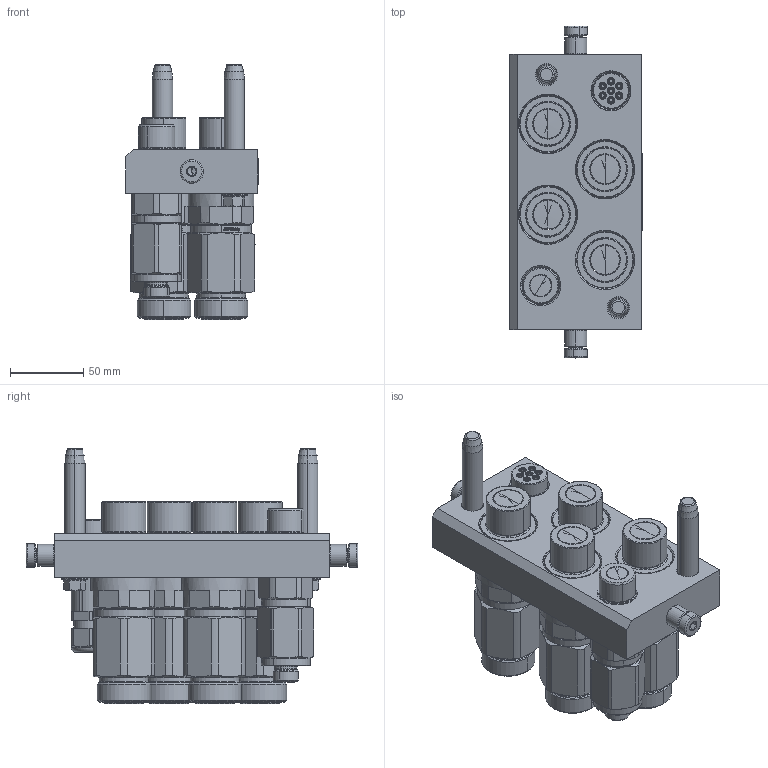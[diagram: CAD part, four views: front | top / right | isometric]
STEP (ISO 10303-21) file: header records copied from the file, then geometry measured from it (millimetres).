
FILE_DESCRIPTION (( 'STEP AP214' ), '1' );
FILE_NAME ('FASTER.step', '2022-06-08T13:31:21', ( '' ), ( '' ), 'SwSTEP 2.0', 'SolidWorks 2017', '' );
FILE_SCHEMA (( 'AUTOMOTIVE_DESIGN' ));
Length unit declared in the file: millimetre
Products named in the file (16): et002; 4830_021_1000_000.prt; 3ffnp3411_1sm; P6I_M_BASE; corspel08-7_m; 4830_044_0000_000; 4850_010_8000_000.prt; FASTER; 3ffnp3411_34sm; 3ffnp1211_38sm; 4830_013_3000_030; 1540_080_0008_000.prt; conn_7p_m; 4830_028_1000_011.prt
Assembly tree (24 placements, depth 3):
  FASTER
    P6I_M_BASE
      4850_010_8000_000.prt
      4830_021_1000_000.prt  x2
      4830_028_1000_011.prt  x2
      1540_080_0008_000.prt  x2
      4830_013_3000_030  x2
    3ffnp3411_1sm  x2
      3ffnp3411_1sm
    3ffnp1211_38sm
      3ffnp1211_38sm
    conn_7p_m
      4830_044_0000_000  x3
      corspel08-7_m
    3ffnp3411_34sm  x2
      3ffnp3411_1sm
    et002
Bounding box: 90.3 x 226.6 x 174.07 mm (x, y, z)
Volume: 2473.8 mm3; surface area: 216500.5 mm2
Topology: 3 solids, 87 shells, 2499 faces, 7588 edges, 5007 vertices
Faces by surface type: plane 1230, cylinder 483, cone 424, torus 202, bspline 154, sphere 6
Entity records: 64396 total; most frequent: CARTESIAN_POINT 17411, ORIENTED_EDGE 7892, DIRECTION 7627, EDGE_CURVE 4322, VERTEX_POINT 2840, AXIS2_PLACEMENT_3D 2566, VECTOR 2495, LINE 2495
